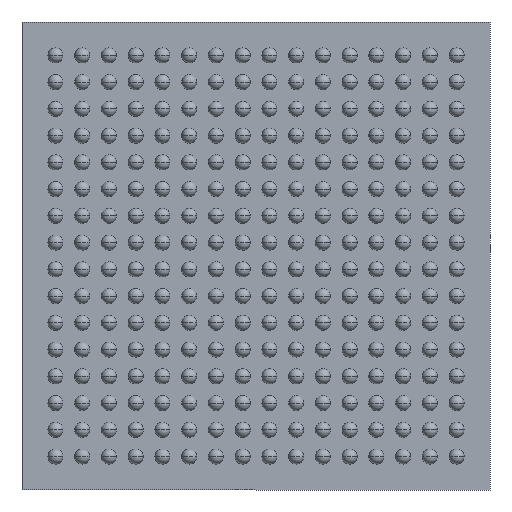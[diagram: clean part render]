
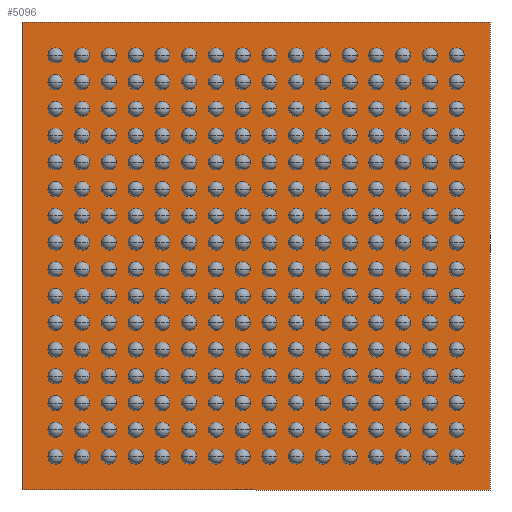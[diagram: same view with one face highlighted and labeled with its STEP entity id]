
A CAD part, front view. The second image highlights one B-rep face of the part: STEP entity #5096.
In plain terms, the highlighted planar face has unit normal (0, -1, 0).
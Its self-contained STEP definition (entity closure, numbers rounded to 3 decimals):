
#176 = DIRECTION ( 'NONE',  ( 1., 0., 0. ) ) ;
#281 = EDGE_LOOP ( 'NONE', ( #13790, #5059, #12684, #16693 ) ) ;
#1391 = FACE_OUTER_BOUND ( 'NONE', #281, .T. ) ;
#1805 = LINE ( 'NONE', #14969, #13117 ) ;
#2238 = DIRECTION ( 'NONE',  ( 0., 0., 1. ) ) ;
#2378 = VECTOR ( 'NONE', #176, 1000. ) ;
#2682 = CARTESIAN_POINT ( 'NONE',  ( -7., 0.25, -7. ) ) ;
#2888 = CARTESIAN_POINT ( 'NONE',  ( 7., 0.25, 7. ) ) ;
#3957 = DIRECTION ( 'NONE',  ( 0., 0., -1. ) ) ;
#4126 = AXIS2_PLACEMENT_3D ( 'NONE', #11580, #17832, #5195 ) ;
#4311 = VECTOR ( 'NONE', #2238, 1000. ) ;
#5059 = ORIENTED_EDGE ( 'NONE', *, *, #16914, .T. ) ;
#5078 = VECTOR ( 'NONE', #5984, 1000. ) ;
#5096 = ADVANCED_FACE ( 'NONE', ( #1391 ), #6878, .F. ) ;
#5105 = VERTEX_POINT ( 'NONE', #13173 ) ;
#5195 = DIRECTION ( 'NONE',  ( 0., 0., 1. ) ) ;
#5984 = DIRECTION ( 'NONE',  ( -1., 0., 0. ) ) ;
#6333 = LINE ( 'NONE', #8129, #2378 ) ;
#6481 = EDGE_CURVE ( 'NONE', #19523, #17275, #1805, .T. ) ;
#6878 = PLANE ( 'NONE',  #4126 ) ;
#8129 = CARTESIAN_POINT ( 'NONE',  ( 7., 0.25, -7. ) ) ;
#9329 = VERTEX_POINT ( 'NONE', #15915 ) ;
#10000 = EDGE_CURVE ( 'NONE', #9329, #5105, #14667, .T. ) ;
#11580 = CARTESIAN_POINT ( 'NONE',  ( 0., 0.25, 0. ) ) ;
#12684 = ORIENTED_EDGE ( 'NONE', *, *, #10000, .T. ) ;
#12798 = CARTESIAN_POINT ( 'NONE',  ( -7., 0.25, 7. ) ) ;
#13117 = VECTOR ( 'NONE', #3957, 1000. ) ;
#13173 = CARTESIAN_POINT ( 'NONE',  ( 7., 0.25, 7. ) ) ;
#13790 = ORIENTED_EDGE ( 'NONE', *, *, #6481, .T. ) ;
#13950 = LINE ( 'NONE', #2888, #5078 ) ;
#14667 = LINE ( 'NONE', #18963, #4311 ) ;
#14969 = CARTESIAN_POINT ( 'NONE',  ( -7., 0.25, 7. ) ) ;
#15915 = CARTESIAN_POINT ( 'NONE',  ( 7., 0.25, -7. ) ) ;
#16693 = ORIENTED_EDGE ( 'NONE', *, *, #17267, .T. ) ;
#16914 = EDGE_CURVE ( 'NONE', #17275, #9329, #6333, .T. ) ;
#17267 = EDGE_CURVE ( 'NONE', #5105, #19523, #13950, .T. ) ;
#17275 = VERTEX_POINT ( 'NONE', #2682 ) ;
#17832 = DIRECTION ( 'NONE',  ( 0., 1., 0. ) ) ;
#18963 = CARTESIAN_POINT ( 'NONE',  ( 7., 0.25, 7. ) ) ;
#19523 = VERTEX_POINT ( 'NONE', #12798 ) ;
